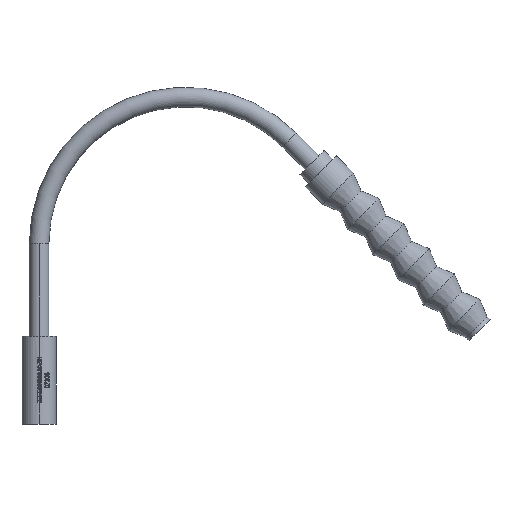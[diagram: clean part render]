
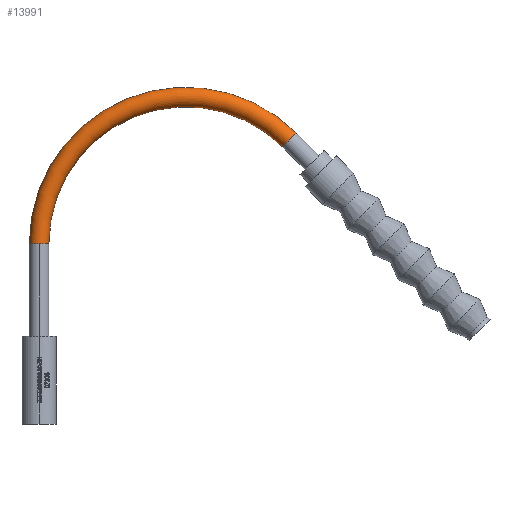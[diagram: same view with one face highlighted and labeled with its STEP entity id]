
A CAD part, top view. The second image highlights one B-rep face of the part: STEP entity #13991.
In plain terms, the highlighted toroidal (fillet/blend) face has major radius 30 mm and minor radius 2 mm.
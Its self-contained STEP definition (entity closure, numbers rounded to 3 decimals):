
#350 = AXIS2_PLACEMENT_3D ( 'NONE', #14289, #898, #14143 ) ;
#898 = DIRECTION ( 'NONE',  ( 0., -1., 0. ) ) ;
#1516 = CARTESIAN_POINT ( 'NONE',  ( 30., 27., 0. ) ) ;
#1533 = CARTESIAN_POINT ( 'NONE',  ( 52.627, 49.627, 0. ) ) ;
#2146 = CIRCLE ( 'NONE', #18862, 2. ) ;
#2173 = CARTESIAN_POINT ( 'NONE',  ( 49.799, 46.799, 0. ) ) ;
#2968 = ORIENTED_EDGE ( 'NONE', *, *, #13644, .F. ) ;
#3164 = DIRECTION ( 'NONE',  ( 0., 0., -1. ) ) ;
#3316 = CARTESIAN_POINT ( 'NONE',  ( 0., 27., 2. ) ) ;
#4145 = TOROIDAL_SURFACE ( 'NONE', #5922, 30., 2. ) ;
#4307 = EDGE_CURVE ( 'NONE', #20062, #9243, #2146, .T. ) ;
#4807 = VERTEX_POINT ( 'NONE', #6071 ) ;
#4810 = EDGE_LOOP ( 'NONE', ( #2968, #8401, #19324, #12683, #13904 ) ) ;
#5922 = AXIS2_PLACEMENT_3D ( 'NONE', #8518, #16958, #10179 ) ;
#6071 = CARTESIAN_POINT ( 'NONE',  ( 2., 27., 0. ) ) ;
#6330 = DIRECTION ( 'NONE',  ( -0.707, 0.707, 0. ) ) ;
#7312 = AXIS2_PLACEMENT_3D ( 'NONE', #21073, #19562, #11161 ) ;
#8401 = ORIENTED_EDGE ( 'NONE', *, *, #20257, .F. ) ;
#8518 = CARTESIAN_POINT ( 'NONE',  ( 30., 27., 0. ) ) ;
#8658 = VERTEX_POINT ( 'NONE', #3316 ) ;
#8920 = CARTESIAN_POINT ( 'NONE',  ( -2., 27., 0. ) ) ;
#9047 = CIRCLE ( 'NONE', #19189, 28. ) ;
#9243 = VERTEX_POINT ( 'NONE', #1533 ) ;
#9269 = AXIS2_PLACEMENT_3D ( 'NONE', #9651, #16132, #21235 ) ;
#9651 = CARTESIAN_POINT ( 'NONE',  ( 0., 27., 0. ) ) ;
#9842 = DIRECTION ( 'NONE',  ( -1., 0., 0. ) ) ;
#10179 = DIRECTION ( 'NONE',  ( -1., 0., 0. ) ) ;
#11161 = DIRECTION ( 'NONE',  ( -1., 0., 0. ) ) ;
#11398 = VERTEX_POINT ( 'NONE', #8920 ) ;
#11422 = FACE_OUTER_BOUND ( 'NONE', #4810, .T. ) ;
#12683 = ORIENTED_EDGE ( 'NONE', *, *, #15829, .T. ) ;
#13058 = CARTESIAN_POINT ( 'NONE',  ( 51.213, 48.213, 0. ) ) ;
#13218 = CIRCLE ( 'NONE', #350, 2. ) ;
#13644 = EDGE_CURVE ( 'NONE', #11398, #9243, #18127, .T. ) ;
#13904 = ORIENTED_EDGE ( 'NONE', *, *, #4307, .T. ) ;
#13991 = ADVANCED_FACE ( 'NONE', ( #11422 ), #4145, .T. ) ;
#14143 = DIRECTION ( 'NONE',  ( 0., 0., 1. ) ) ;
#14289 = CARTESIAN_POINT ( 'NONE',  ( 0., 27., 0. ) ) ;
#14656 = DIRECTION ( 'NONE',  ( -0.707, -0.707, 0. ) ) ;
#15829 = EDGE_CURVE ( 'NONE', #4807, #20062, #9047, .T. ) ;
#16132 = DIRECTION ( 'NONE',  ( 0., -1., 0. ) ) ;
#16318 = CIRCLE ( 'NONE', #9269, 2. ) ;
#16958 = DIRECTION ( 'NONE',  ( 0., 0., -1. ) ) ;
#18127 = CIRCLE ( 'NONE', #7312, 32. ) ;
#18862 = AXIS2_PLACEMENT_3D ( 'NONE', #13058, #6330, #14656 ) ;
#19189 = AXIS2_PLACEMENT_3D ( 'NONE', #1516, #3164, #9842 ) ;
#19324 = ORIENTED_EDGE ( 'NONE', *, *, #20939, .F. ) ;
#19562 = DIRECTION ( 'NONE',  ( 0., 0., -1. ) ) ;
#20062 = VERTEX_POINT ( 'NONE', #2173 ) ;
#20257 = EDGE_CURVE ( 'NONE', #8658, #11398, #16318, .T. ) ;
#20939 = EDGE_CURVE ( 'NONE', #4807, #8658, #13218, .T. ) ;
#21073 = CARTESIAN_POINT ( 'NONE',  ( 30., 27., 0. ) ) ;
#21235 = DIRECTION ( 'NONE',  ( 0., 0., 1. ) ) ;
